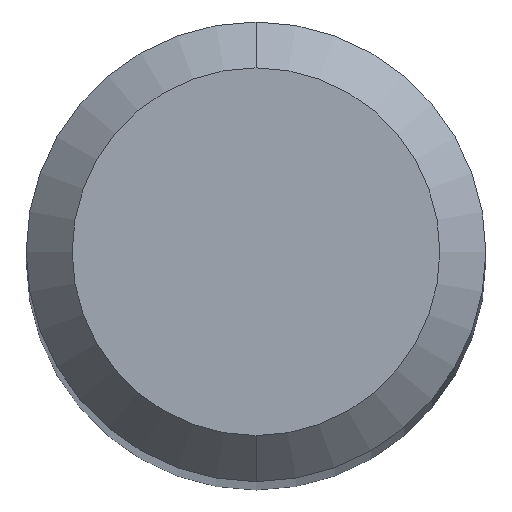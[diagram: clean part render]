
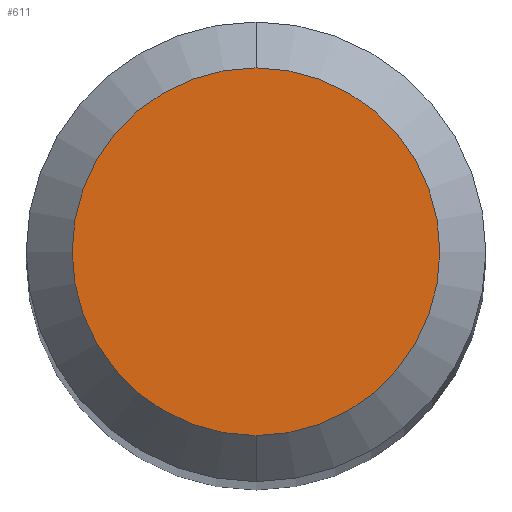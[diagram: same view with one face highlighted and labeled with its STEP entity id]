
A CAD part, top view. The second image highlights one B-rep face of the part: STEP entity #611.
In plain terms, the highlighted planar face has unit normal (0, 0, 1).
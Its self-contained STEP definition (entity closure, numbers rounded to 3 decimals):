
#611=ADVANCED_FACE('',(#1274),#1275,.T.);
#631=VERTEX_POINT('',#1296);
#769=VERTEX_POINT('',#1452);
#843=EDGE_CURVE('',#769,#631,#1528,.T.);
#887=EDGE_CURVE('',#631,#769,#1577,.T.);
#1274=FACE_OUTER_BOUND('',#2943,.T.);
#1275=PLANE('',#2944);
#1296=CARTESIAN_POINT('',(0.0,1.2,0.0));
#1452=CARTESIAN_POINT('',(0.,-1.2,0.0));
#1528=CIRCLE('',#4139,1.2);
#1577=CIRCLE('',#4321,1.2);
#2943=EDGE_LOOP('',(#5201,#5202));
#2944=AXIS2_PLACEMENT_3D('',#5203,#5204,#5205);
#4139=AXIS2_PLACEMENT_3D('',#5476,#5477,#5478);
#4321=AXIS2_PLACEMENT_3D('',#5521,#5522,#5523);
#5201=ORIENTED_EDGE('',*,*,#887,.F.);
#5202=ORIENTED_EDGE('',*,*,#843,.F.);
#5203=CARTESIAN_POINT('',(0.0,0.6,0.0));
#5204=DIRECTION('',(-0.0,0.0,1.0));
#5205=DIRECTION('',(0.0,-1.0,0.0));
#5476=CARTESIAN_POINT('',(0.0,0.0,0.0));
#5477=DIRECTION('',(0.0,0.0,-1.0));
#5478=DIRECTION('',(0.0,1.0,0.0));
#5521=CARTESIAN_POINT('',(0.0,0.0,0.0));
#5522=DIRECTION('',(0.0,0.0,-1.0));
#5523=DIRECTION('',(0.0,1.0,0.0));
